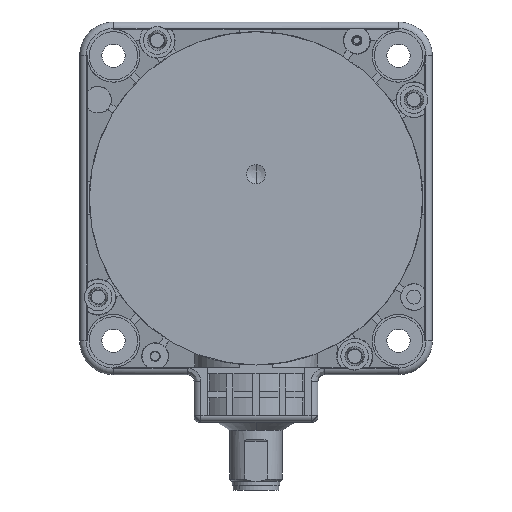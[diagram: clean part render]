
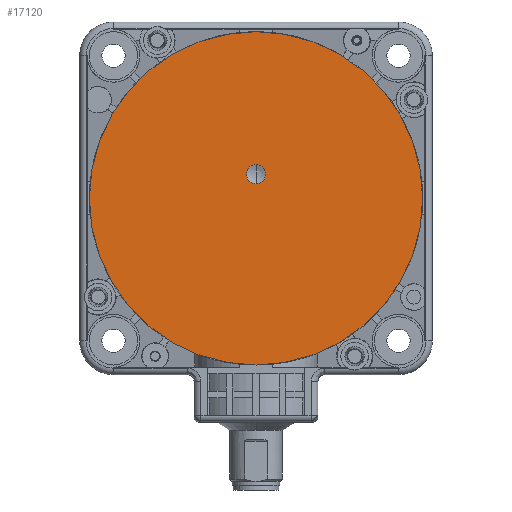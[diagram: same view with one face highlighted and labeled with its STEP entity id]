
A CAD part, front view. The second image highlights one B-rep face of the part: STEP entity #17120.
In plain terms, the highlighted planar face has unit normal (0, -1, 0).
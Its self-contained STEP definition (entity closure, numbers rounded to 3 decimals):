
#4970=CARTESIAN_POINT('',(0.,0.,0.));
#4971=DIRECTION('',(0.,1.,0.));
#4972=DIRECTION('',(-1.,0.,0.));
#4973=AXIS2_PLACEMENT_3D('',#4970,#4971,#4972);
#4975=CARTESIAN_POINT('',(0.,0.,0.));
#4976=DIRECTION('',(0.,1.,0.));
#4977=DIRECTION('',(1.,0.,0.));
#4978=AXIS2_PLACEMENT_3D('',#4975,#4976,#4977);
#4980=CARTESIAN_POINT('',(0.,0.,5.5));
#4981=DIRECTION('',(0.,-1.,0.));
#4982=DIRECTION('',(0.,0.,1.));
#4983=AXIS2_PLACEMENT_3D('',#4980,#4981,#4982);
#4985=CARTESIAN_POINT('',(0.,0.,5.5));
#4986=DIRECTION('',(0.,-1.,0.));
#4987=DIRECTION('',(0.,0.,-1.));
#4988=AXIS2_PLACEMENT_3D('',#4985,#4986,#4987);
#8443=CARTESIAN_POINT('',(38.,0.,0.));
#8444=VERTEX_POINT('',#8443);
#8445=CARTESIAN_POINT('',(-38.,0.,0.));
#8446=VERTEX_POINT('',#8445);
#8900=CARTESIAN_POINT('',(0.,0.,7.679));
#8901=CARTESIAN_POINT('',(0.,0.,3.321));
#8902=VERTEX_POINT('',#8900);
#8903=VERTEX_POINT('',#8901);
#17105=CARTESIAN_POINT('',(0.,0.,0.));
#17106=DIRECTION('',(0.,1.,0.));
#17107=DIRECTION('',(-1.,0.,0.));
#17108=AXIS2_PLACEMENT_3D('',#17105,#17106,#17107);
#17109=PLANE('',#17108);
#17110=ORIENTED_EDGE('',*,*,#14203,.T.);
#17111=ORIENTED_EDGE('',*,*,#15477,.T.);
#17112=EDGE_LOOP('',(#17110,#17111));
#17113=FACE_OUTER_BOUND('',#17112,.F.);
#17115=ORIENTED_EDGE('',*,*,#17114,.T.);
#17117=ORIENTED_EDGE('',*,*,#17116,.T.);
#17118=EDGE_LOOP('',(#17115,#17117));
#17119=FACE_BOUND('',#17118,.F.);
#17120=ADVANCED_FACE('',(#17113,#17119),#17109,.F.);
#4974=CIRCLE('',#4973,38.);
#4979=CIRCLE('',#4978,38.);
#4984=CIRCLE('',#4983,2.179);
#4989=CIRCLE('',#4988,2.179);
#14203=EDGE_CURVE('',#8446,#8444,#4974,.T.);
#15477=EDGE_CURVE('',#8444,#8446,#4979,.T.);
#17114=EDGE_CURVE('',#8902,#8903,#4984,.T.);
#17116=EDGE_CURVE('',#8903,#8902,#4989,.T.);
